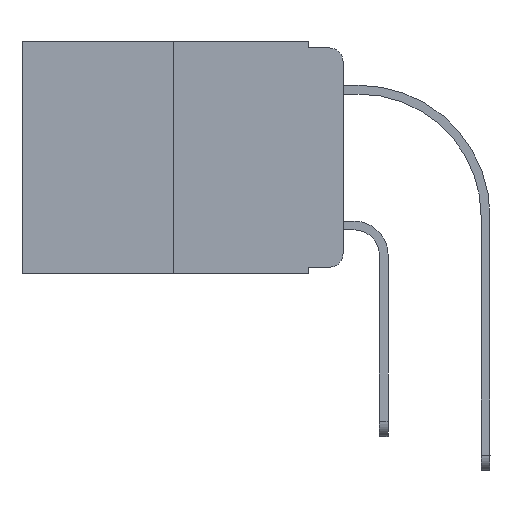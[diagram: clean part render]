
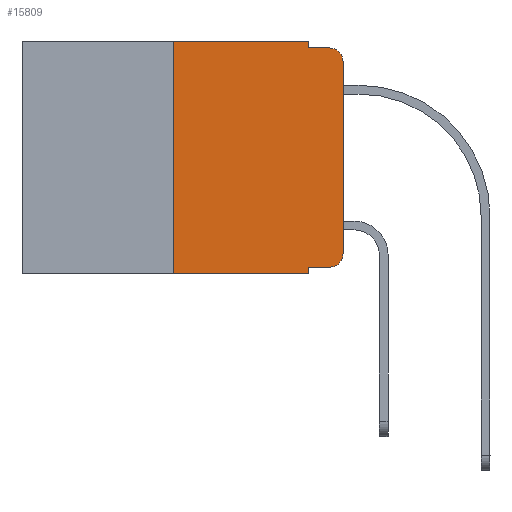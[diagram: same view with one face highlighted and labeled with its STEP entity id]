
A CAD part, left-side view. The second image highlights one B-rep face of the part: STEP entity #15809.
In plain terms, the highlighted planar face has unit normal (-1, 0, 0).
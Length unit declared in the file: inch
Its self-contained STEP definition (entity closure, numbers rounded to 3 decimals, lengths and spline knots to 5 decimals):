
#71 = CARTESIAN_POINT ( 'NONE',  ( 0., 0.25, -0.343 ) ) ;
#117 = ORIENTED_EDGE ( 'NONE', *, *, #1582, .F. ) ;
#625 = VERTEX_POINT ( 'NONE', #16248 ) ;
#951 = ORIENTED_EDGE ( 'NONE', *, *, #3015, .F. ) ;
#971 = CARTESIAN_POINT ( 'NONE',  ( 0., 0.051, 0. ) ) ;
#1053 = CARTESIAN_POINT ( 'NONE',  ( 0., 0.25, 0. ) ) ;
#1358 = VECTOR ( 'NONE', #5577, 39.37008 ) ;
#1439 = DIRECTION ( 'NONE',  ( -1., 0., 0. ) ) ;
#1556 = AXIS2_PLACEMENT_3D ( 'NONE', #16071, #10084, #2448 ) ;
#1582 = EDGE_CURVE ( 'NONE', #7019, #625, #14271, .T. ) ;
#1604 = VERTEX_POINT ( 'NONE', #4300 ) ;
#1735 = EDGE_CURVE ( 'NONE', #13174, #1604, #4856, .T. ) ;
#1792 = VERTEX_POINT ( 'NONE', #5971 ) ;
#1950 = LINE ( 'NONE', #11890, #3875 ) ;
#2248 = PLANE ( 'NONE',  #1556 ) ;
#2401 = EDGE_LOOP ( 'NONE', ( #11215, #2860, #15464, #117, #951, #8697, #10933, #10719, #13203, #5240 ) ) ;
#2447 = LINE ( 'NONE', #4690, #11665 ) ;
#2448 = DIRECTION ( 'NONE',  ( 0., 0., -1. ) ) ;
#2860 = ORIENTED_EDGE ( 'NONE', *, *, #8219, .T. ) ;
#3015 = EDGE_CURVE ( 'NONE', #5966, #7019, #2447, .T. ) ;
#3145 = LINE ( 'NONE', #6928, #14956 ) ;
#3269 = LINE ( 'NONE', #5647, #1358 ) ;
#3519 = CARTESIAN_POINT ( 'NONE',  ( 0., 0.25, 0. ) ) ;
#3694 = CARTESIAN_POINT ( 'NONE',  ( 0., 0.473, -0.343 ) ) ;
#3875 = VECTOR ( 'NONE', #15588, 39.37008 ) ;
#4287 = CARTESIAN_POINT ( 'NONE',  ( 0., 0.02, -0.333 ) ) ;
#4300 = CARTESIAN_POINT ( 'NONE',  ( 0., 0.051, -0.343 ) ) ;
#4598 = DIRECTION ( 'NONE',  ( 0., 0., -1. ) ) ;
#4690 = CARTESIAN_POINT ( 'NONE',  ( 0., 0.473, 0. ) ) ;
#4856 = LINE ( 'NONE', #3694, #13371 ) ;
#5240 = ORIENTED_EDGE ( 'NONE', *, *, #7963, .T. ) ;
#5326 = CARTESIAN_POINT ( 'NONE',  ( 0., 0.02, -0.03 ) ) ;
#5577 = DIRECTION ( 'NONE',  ( 0., 0., 1. ) ) ;
#5647 = CARTESIAN_POINT ( 'NONE',  ( 0., 0., 0. ) ) ;
#5881 = DIRECTION ( 'NONE',  ( -1., 0., 0. ) ) ;
#5934 = AXIS2_PLACEMENT_3D ( 'NONE', #13268, #5881, #4598 ) ;
#5966 = VERTEX_POINT ( 'NONE', #3519 ) ;
#5971 = CARTESIAN_POINT ( 'NONE',  ( 0., 0., -0.03 ) ) ;
#6725 = CARTESIAN_POINT ( 'NONE',  ( 0., 0., -0.313 ) ) ;
#6738 = AXIS2_PLACEMENT_3D ( 'NONE', #5326, #1439, #12774 ) ;
#6928 = CARTESIAN_POINT ( 'NONE',  ( 0., 0.051, 0. ) ) ;
#7019 = VERTEX_POINT ( 'NONE', #971 ) ;
#7288 = VERTEX_POINT ( 'NONE', #6725 ) ;
#7532 = VECTOR ( 'NONE', #8457, 39.37008 ) ;
#7725 = VECTOR ( 'NONE', #10506, 39.37008 ) ;
#7954 = CARTESIAN_POINT ( 'NONE',  ( 0., 0.051, -0.333 ) ) ;
#7963 = EDGE_CURVE ( 'NONE', #9686, #7288, #12516, .T. ) ;
#8170 = DIRECTION ( 'NONE',  ( 0., 0., -1. ) ) ;
#8219 = EDGE_CURVE ( 'NONE', #1792, #13278, #14858, .T. ) ;
#8457 = DIRECTION ( 'NONE',  ( 0., 0., 1. ) ) ;
#8697 = ORIENTED_EDGE ( 'NONE', *, *, #9432, .F. ) ;
#9432 = EDGE_CURVE ( 'NONE', #13174, #5966, #12315, .T. ) ;
#9635 = VERTEX_POINT ( 'NONE', #7954 ) ;
#9676 = EDGE_CURVE ( 'NONE', #9635, #9686, #1950, .T. ) ;
#9686 = VERTEX_POINT ( 'NONE', #4287 ) ;
#10015 = DIRECTION ( 'NONE',  ( 0., -1., 0. ) ) ;
#10084 = DIRECTION ( 'NONE',  ( 1., 0., 0. ) ) ;
#10126 = EDGE_CURVE ( 'NONE', #9635, #1604, #3145, .T. ) ;
#10506 = DIRECTION ( 'NONE',  ( 0., 0., -1. ) ) ;
#10719 = ORIENTED_EDGE ( 'NONE', *, *, #10126, .F. ) ;
#10848 = LINE ( 'NONE', #15022, #16034 ) ;
#10929 = EDGE_CURVE ( 'NONE', #7288, #1792, #3269, .T. ) ;
#10933 = ORIENTED_EDGE ( 'NONE', *, *, #1735, .T. ) ;
#11071 = DIRECTION ( 'NONE',  ( 0., -1., 0. ) ) ;
#11215 = ORIENTED_EDGE ( 'NONE', *, *, #10929, .T. ) ;
#11665 = VECTOR ( 'NONE', #13528, 39.37008 ) ;
#11890 = CARTESIAN_POINT ( 'NONE',  ( 0., 0.051, -0.333 ) ) ;
#11899 = CARTESIAN_POINT ( 'NONE',  ( 0., 0.051, 0. ) ) ;
#12315 = LINE ( 'NONE', #1053, #7532 ) ;
#12516 = CIRCLE ( 'NONE', #5934, 0.02 ) ;
#12774 = DIRECTION ( 'NONE',  ( 0., 0., -1. ) ) ;
#13174 = VERTEX_POINT ( 'NONE', #71 ) ;
#13198 = CARTESIAN_POINT ( 'NONE',  ( 0., 0.02, -0.01 ) ) ;
#13203 = ORIENTED_EDGE ( 'NONE', *, *, #9676, .T. ) ;
#13268 = CARTESIAN_POINT ( 'NONE',  ( 0., 0.02, -0.313 ) ) ;
#13278 = VERTEX_POINT ( 'NONE', #13198 ) ;
#13371 = VECTOR ( 'NONE', #11071, 39.37008 ) ;
#13508 = FACE_OUTER_BOUND ( 'NONE', #2401, .T. ) ;
#13528 = DIRECTION ( 'NONE',  ( 0., -1., 0. ) ) ;
#14271 = LINE ( 'NONE', #11899, #7725 ) ;
#14858 = CIRCLE ( 'NONE', #6738, 0.02 ) ;
#14956 = VECTOR ( 'NONE', #8170, 39.37008 ) ;
#15022 = CARTESIAN_POINT ( 'NONE',  ( 0., 0.051, -0.01 ) ) ;
#15464 = ORIENTED_EDGE ( 'NONE', *, *, #15497, .F. ) ;
#15497 = EDGE_CURVE ( 'NONE', #625, #13278, #10848, .T. ) ;
#15588 = DIRECTION ( 'NONE',  ( 0., -1., 0. ) ) ;
#15809 = ADVANCED_FACE ( 'NONE', ( #13508 ), #2248, .F. ) ;
#16034 = VECTOR ( 'NONE', #10015, 39.37008 ) ;
#16071 = CARTESIAN_POINT ( 'NONE',  ( 0., 0.473, 0. ) ) ;
#16248 = CARTESIAN_POINT ( 'NONE',  ( 0., 0.051, -0.01 ) ) ;
